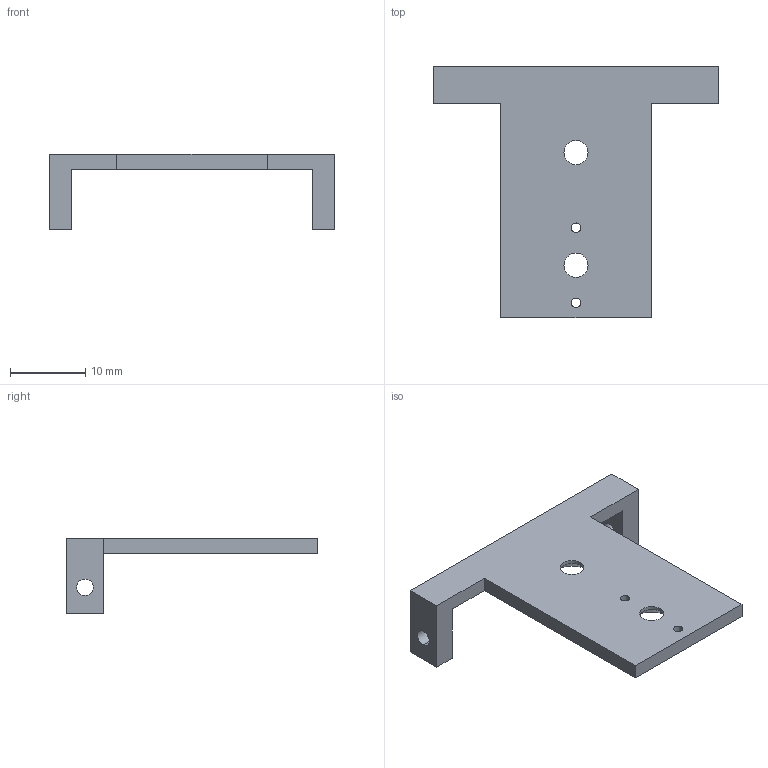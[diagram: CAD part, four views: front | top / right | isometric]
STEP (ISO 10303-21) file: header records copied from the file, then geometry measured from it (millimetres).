
FILE_DESCRIPTION (( 'STEP AP214' ), '1' );
FILE_NAME ('support_codeur_glissiere_v3.STEP', '2023-01-27T20:29:11', ( '' ), ( '' ), 'SwSTEP 2.0', 'SolidWorks 2018', '' );
FILE_SCHEMA (( 'AUTOMOTIVE_DESIGN' ));
Length unit declared in the file: millimetre
Products named in the file (1): support_codeur_glissiere_v3
Bounding box: 38 x 33.5 x 10 mm (x, y, z)
Volume: 1668.2 mm3; surface area: 2095.1 mm2
Topology: 1 solids, 1 shells, 30 faces, 80 edges, 52 vertices
Faces by surface type: plane 14, cylinder 12, cone 4
Entity records: 998 total; most frequent: DIRECTION 170, CARTESIAN_POINT 163, ORIENTED_EDGE 160, EDGE_CURVE 80, AXIS2_PLACEMENT_3D 59, LINE 52, VECTOR 52, VERTEX_POINT 52
